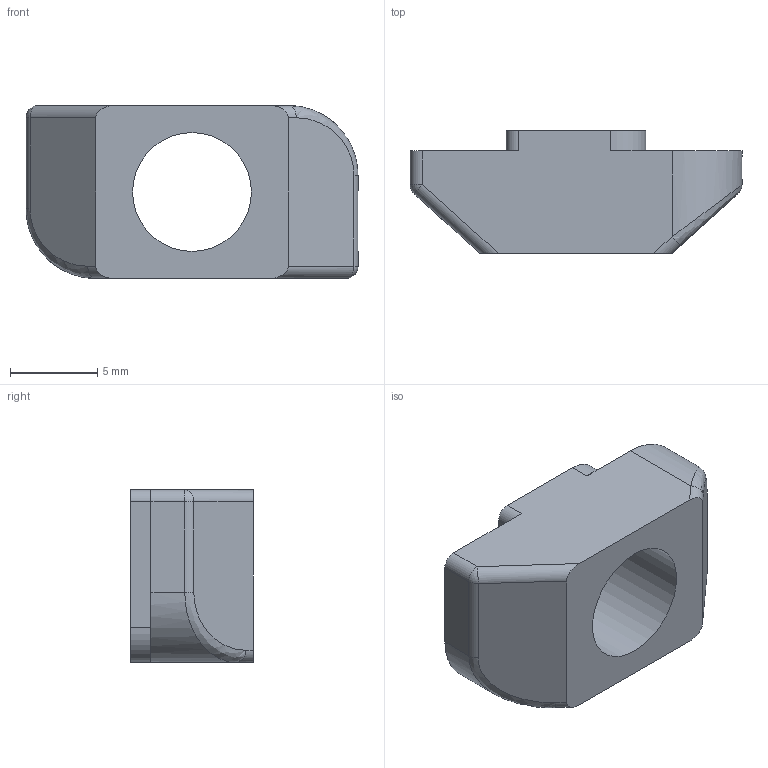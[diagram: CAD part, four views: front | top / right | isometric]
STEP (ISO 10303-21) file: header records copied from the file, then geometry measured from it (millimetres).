
FILE_DESCRIPTION(/* description */ ('','CAx-IF Rec.Pracs.---Representation and Presentation of Product Manufacturing Information (PMI)---4.0---2014-10-13'),/* implementation_level */ '2;1');
FILE_NAME(/* name */ 'slot10-m8-hammer-nut v2.step',/* time_stamp */ '2024-11-24T22:07:57+01:00',/* author */ (''),/* organization */ (''),/* preprocessor_version */ 'ST-DEVELOPER v20',/* originating_system */ 'Autodesk Translation Framework v13.20.0.188',/* authorisation */ '');
FILE_SCHEMA (('AP242_MANAGED_MODEL_BASED_3D_ENGINEERING_MIM_LF { 1 0 10303 442 1 1 4 }'));
Length unit declared in the file: millimetre
Products named in the file (1): slot10-m8-hammer-nut
Bounding box: 19 x 7 x 9.9 mm (x, y, z)
Volume: 769 mm3; surface area: 727.5 mm2
Topology: 1 solids, 1 shells, 31 faces, 77 edges, 48 vertices
Faces by surface type: cylinder 15, plane 12, sphere 2, bspline 2
Full cylindrical faces by diameter (mm): 6.8 x1
Entity records: 1002 total; most frequent: CARTESIAN_POINT 205, DIRECTION 169, ORIENTED_EDGE 154, EDGE_CURVE 77, AXIS2_PLACEMENT_3D 62, VERTEX_POINT 48, LINE 45, VECTOR 45
